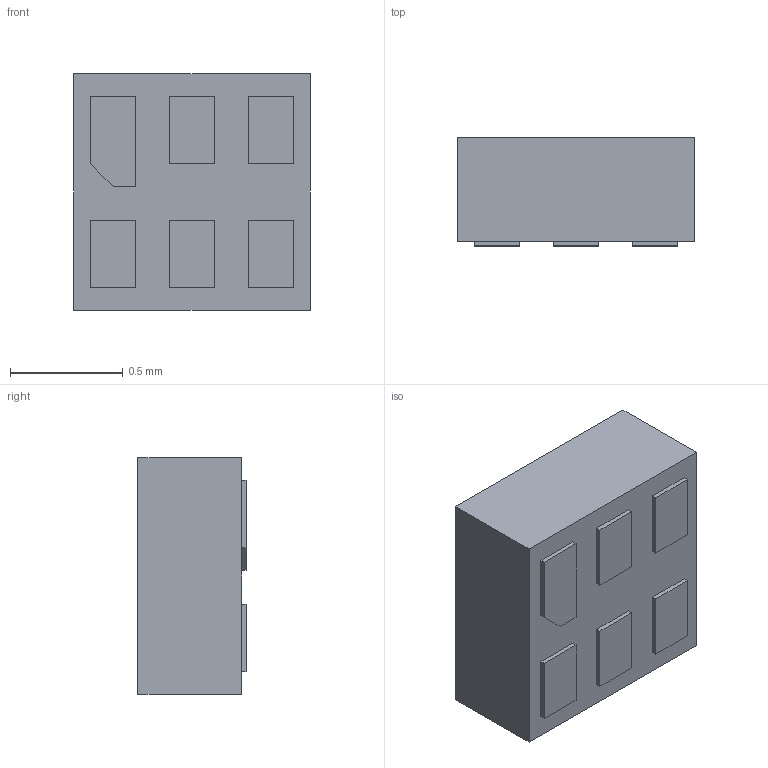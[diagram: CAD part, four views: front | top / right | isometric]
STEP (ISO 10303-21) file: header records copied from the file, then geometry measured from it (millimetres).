
FILE_DESCRIPTION (( 'STEP AP203' ), '1' );
FILE_NAME ('User Library-SOT891.STEP', '2017-02-17T09:54:15', ( 'Windows User' ), ( '' ), 'SwSTEP 2.0', 'SolidWorks 2017', '' );
FILE_SCHEMA (( 'CONFIG_CONTROL_DESIGN' ));
Length unit declared in the file: millimetre
Products named in the file (1): User Library-SOT891
Bounding box: 1.05 x 0.48 x 1.05 mm (x, y, z)
Volume: 0.5 mm3; surface area: 5.1 mm2
Topology: 7 solids, 7 shells, 283 faces, 774 edges, 516 vertices
Faces by surface type: bspline 160, plane 121, cylinder 2
Entity records: 13429 total; most frequent: CARTESIAN_POINT 7286, ORIENTED_EDGE 1548, EDGE_CURVE 774, DIRECTION 706, VERTEX_POINT 516, VECTOR 450, LINE 450, B_SPLINE_CURVE_WITH_KNOTS 320
